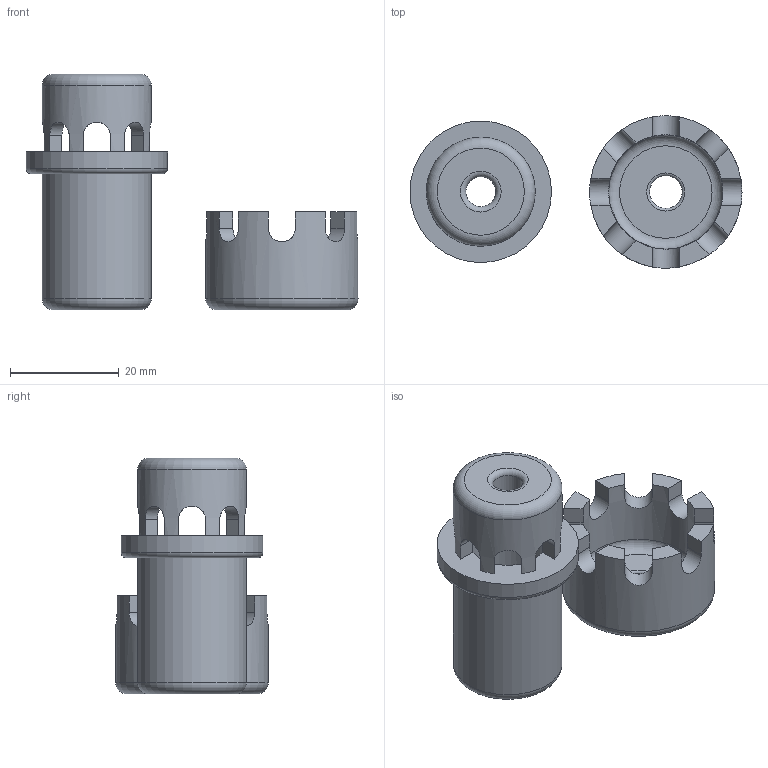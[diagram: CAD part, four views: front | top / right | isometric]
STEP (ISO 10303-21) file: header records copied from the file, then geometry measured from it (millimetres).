
FILE_DESCRIPTION(/* description */ (''),/* implementation_level */ '2;1');
FILE_NAME(/* name */ 'VW T4 Wasserablauf v6.step',/* time_stamp */ '2020-10-22T19:32:38+02:00',/* author */ (''),/* organization */ (''),/* preprocessor_version */ 'ST-DEVELOPER v18.1',/* originating_system */ 'Autodesk Translation Framework v9.3.0.1241',/* authorisation */ '');
FILE_SCHEMA (('AUTOMOTIVE_DESIGN { 1 0 10303 214 3 1 1 }'));
Length unit declared in the file: millimetre
Products named in the file (1): VW T4 Wasserablauf
Bounding box: 60.99 x 28 x 43.3 mm (x, y, z)
Volume: 13451 mm3; surface area: 8857.1 mm2
Topology: 2 solids, 2 shells, 79 faces, 252 edges, 163 vertices
Faces by surface type: plane 46, cylinder 24, torus 9
Full cylindrical faces by diameter (mm): 5.5 x1, 6 x1, 14 x1, 20 x2, 21 x1, 26 x1, 28 x1
Entity records: 3320 total; most frequent: CARTESIAN_POINT 1050, ORIENTED_EDGE 504, DIRECTION 442, EDGE_CURVE 252, VERTEX_POINT 163, AXIS2_PLACEMENT_3D 153, LINE 136, VECTOR 136
